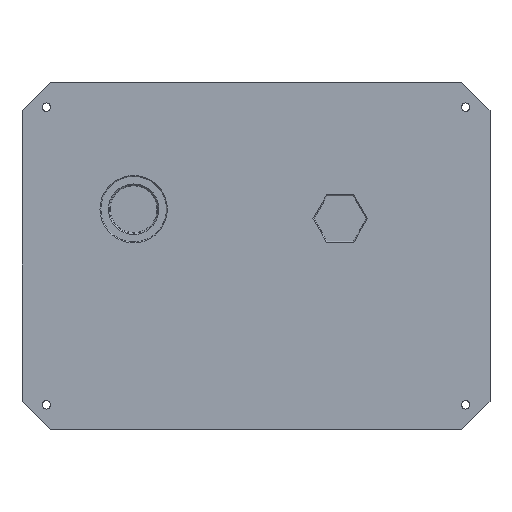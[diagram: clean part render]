
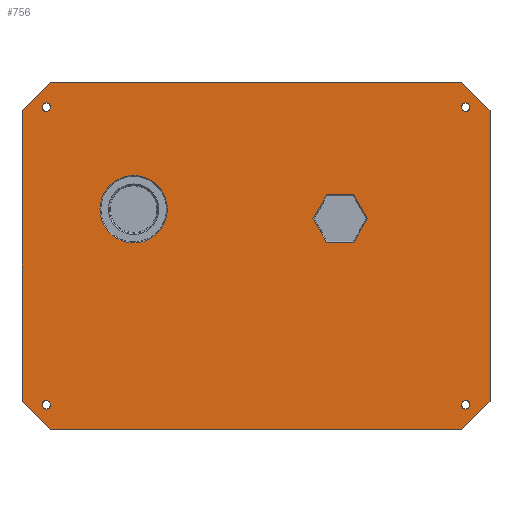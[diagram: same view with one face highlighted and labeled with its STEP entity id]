
A CAD part, top view. The second image highlights one B-rep face of the part: STEP entity #756.
In plain terms, the highlighted planar face has unit normal (0, 0, 1).
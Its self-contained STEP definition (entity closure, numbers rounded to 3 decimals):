
#28=FACE_BOUND('',#118,.T.);
#29=FACE_BOUND('',#119,.T.);
#30=FACE_BOUND('',#120,.T.);
#31=FACE_BOUND('',#121,.T.);
#32=FACE_BOUND('',#122,.T.);
#33=FACE_BOUND('',#123,.T.);
#39=CIRCLE('',#805,18.);
#40=CIRCLE('',#806,2.25);
#41=CIRCLE('',#807,2.25);
#42=CIRCLE('',#808,2.25);
#43=CIRCLE('',#809,2.25);
#71=FACE_OUTER_BOUND('',#117,.T.);
#117=EDGE_LOOP('',(#538,#539,#540,#541,#542,#543,#544,#545));
#118=EDGE_LOOP('',(#546));
#119=EDGE_LOOP('',(#547));
#120=EDGE_LOOP('',(#548));
#121=EDGE_LOOP('',(#549));
#122=EDGE_LOOP('',(#550));
#123=EDGE_LOOP('',(#551,#552,#553,#554,#555,#556));
#165=LINE('',#1091,#248);
#169=LINE('',#1100,#252);
#173=LINE('',#1108,#256);
#177=LINE('',#1116,#260);
#180=LINE('',#1120,#263);
#181=LINE('',#1122,#264);
#190=LINE('',#1141,#273);
#191=LINE('',#1143,#274);
#192=LINE('',#1145,#275);
#193=LINE('',#1147,#276);
#194=LINE('',#1149,#277);
#195=LINE('',#1151,#278);
#196=LINE('',#1153,#279);
#197=LINE('',#1154,#280);
#248=VECTOR('',#868,10.);
#252=VECTOR('',#874,10.);
#256=VECTOR('',#880,10.);
#260=VECTOR('',#886,10.);
#263=VECTOR('',#891,10.);
#264=VECTOR('',#894,10.);
#273=VECTOR('',#911,10.);
#274=VECTOR('',#912,10.);
#275=VECTOR('',#913,10.);
#276=VECTOR('',#914,10.);
#277=VECTOR('',#915,10.);
#278=VECTOR('',#916,10.);
#279=VECTOR('',#917,10.);
#280=VECTOR('',#918,10.);
#331=VERTEX_POINT('',#1089);
#332=VERTEX_POINT('',#1090);
#335=VERTEX_POINT('',#1098);
#336=VERTEX_POINT('',#1099);
#339=VERTEX_POINT('',#1107);
#342=VERTEX_POINT('',#1115);
#347=VERTEX_POINT('',#1139);
#348=VERTEX_POINT('',#1140);
#349=VERTEX_POINT('',#1142);
#350=VERTEX_POINT('',#1144);
#351=VERTEX_POINT('',#1146);
#352=VERTEX_POINT('',#1148);
#353=VERTEX_POINT('',#1150);
#354=VERTEX_POINT('',#1152);
#355=VERTEX_POINT('',#1155);
#356=VERTEX_POINT('',#1157);
#357=VERTEX_POINT('',#1159);
#358=VERTEX_POINT('',#1161);
#359=VERTEX_POINT('',#1163);
#396=EDGE_CURVE('',#331,#332,#165,.T.);
#400=EDGE_CURVE('',#335,#336,#169,.T.);
#404=EDGE_CURVE('',#336,#339,#173,.T.);
#408=EDGE_CURVE('',#339,#342,#177,.T.);
#411=EDGE_CURVE('',#342,#331,#180,.T.);
#412=EDGE_CURVE('',#332,#335,#181,.T.);
#421=EDGE_CURVE('',#347,#348,#190,.T.);
#422=EDGE_CURVE('',#347,#349,#191,.T.);
#423=EDGE_CURVE('',#350,#349,#192,.T.);
#424=EDGE_CURVE('',#350,#351,#193,.T.);
#425=EDGE_CURVE('',#352,#351,#194,.T.);
#426=EDGE_CURVE('',#352,#353,#195,.T.);
#427=EDGE_CURVE('',#354,#353,#196,.T.);
#428=EDGE_CURVE('',#354,#348,#197,.T.);
#429=EDGE_CURVE('',#355,#355,#39,.T.);
#430=EDGE_CURVE('',#356,#356,#40,.T.);
#431=EDGE_CURVE('',#357,#357,#41,.T.);
#432=EDGE_CURVE('',#358,#358,#42,.T.);
#433=EDGE_CURVE('',#359,#359,#43,.T.);
#538=ORIENTED_EDGE('',*,*,#421,.F.);
#539=ORIENTED_EDGE('',*,*,#422,.T.);
#540=ORIENTED_EDGE('',*,*,#423,.F.);
#541=ORIENTED_EDGE('',*,*,#424,.T.);
#542=ORIENTED_EDGE('',*,*,#425,.F.);
#543=ORIENTED_EDGE('',*,*,#426,.T.);
#544=ORIENTED_EDGE('',*,*,#427,.F.);
#545=ORIENTED_EDGE('',*,*,#428,.T.);
#546=ORIENTED_EDGE('',*,*,#429,.F.);
#547=ORIENTED_EDGE('',*,*,#430,.T.);
#548=ORIENTED_EDGE('',*,*,#431,.T.);
#549=ORIENTED_EDGE('',*,*,#432,.T.);
#550=ORIENTED_EDGE('',*,*,#433,.T.);
#551=ORIENTED_EDGE('',*,*,#400,.F.);
#552=ORIENTED_EDGE('',*,*,#412,.F.);
#553=ORIENTED_EDGE('',*,*,#396,.F.);
#554=ORIENTED_EDGE('',*,*,#411,.F.);
#555=ORIENTED_EDGE('',*,*,#408,.F.);
#556=ORIENTED_EDGE('',*,*,#404,.F.);
#723=PLANE('',#804);
#756=ADVANCED_FACE('',(#71,#28,#29,#30,#31,#32,#33),#723,.T.);
#804=AXIS2_PLACEMENT_3D('',#1138,#909,#910);
#805=AXIS2_PLACEMENT_3D('',#1156,#919,#920);
#806=AXIS2_PLACEMENT_3D('',#1158,#921,#922);
#807=AXIS2_PLACEMENT_3D('',#1160,#923,#924);
#808=AXIS2_PLACEMENT_3D('',#1162,#925,#926);
#809=AXIS2_PLACEMENT_3D('',#1164,#927,#928);
#868=DIRECTION('',(0.502,0.865,0.));
#874=DIRECTION('',(-1.,0.003,0.));
#880=DIRECTION('',(-0.502,-0.865,0.));
#886=DIRECTION('',(0.498,-0.867,0.));
#891=DIRECTION('',(1.,-0.003,0.));
#894=DIRECTION('',(-0.498,0.867,0.));
#909=DIRECTION('center_axis',(0.,0.,1.));
#910=DIRECTION('ref_axis',(1.,0.,0.));
#911=DIRECTION('',(0.707,-0.707,0.));
#912=DIRECTION('',(-1.,0.,0.));
#913=DIRECTION('',(0.707,0.707,0.));
#914=DIRECTION('',(0.,-1.,0.));
#915=DIRECTION('',(-0.707,0.707,0.));
#916=DIRECTION('',(1.,0.,0.));
#917=DIRECTION('',(-0.707,-0.707,0.));
#918=DIRECTION('',(0.,1.,0.));
#919=DIRECTION('center_axis',(0.,0.,1.));
#920=DIRECTION('ref_axis',(-1.,0.,0.));
#921=DIRECTION('center_axis',(0.,0.,-1.));
#922=DIRECTION('ref_axis',(-1.,0.,0.));
#923=DIRECTION('center_axis',(0.,0.,-1.));
#924=DIRECTION('ref_axis',(-1.,0.,0.));
#925=DIRECTION('center_axis',(0.,0.,-1.));
#926=DIRECTION('ref_axis',(-1.,0.,0.));
#927=DIRECTION('center_axis',(0.,0.,-1.));
#928=DIRECTION('ref_axis',(-1.,0.,0.));
#1089=CARTESIAN_POINT('',(52.256,7.357,5.));
#1090=CARTESIAN_POINT('',(59.577,19.962,5.));
#1091=CARTESIAN_POINT('',(47.656,-0.563,5.));
#1098=CARTESIAN_POINT('',(52.321,32.605,5.));
#1099=CARTESIAN_POINT('',(37.744,32.643,5.));
#1100=CARTESIAN_POINT('',(19.059,32.691,5.));
#1107=CARTESIAN_POINT('',(30.423,20.038,5.));
#1108=CARTESIAN_POINT('',(22.307,6.065,5.));
#1115=CARTESIAN_POINT('',(37.679,7.395,5.));
#1116=CARTESIAN_POINT('',(34.535,12.872,5.));
#1120=CARTESIAN_POINT('',(25.993,7.425,5.));
#1122=CARTESIAN_POINT('',(52.95,31.511,5.));
#1138=CARTESIAN_POINT('Origin',(0.,0.,5.));
#1139=CARTESIAN_POINT('',(110.,92.5,5.));
#1140=CARTESIAN_POINT('',(125.,77.5,5.));
#1141=CARTESIAN_POINT('',(109.375,93.125,5.));
#1142=CARTESIAN_POINT('',(-110.,92.5,5.));
#1143=CARTESIAN_POINT('',(-125.,92.5,5.));
#1144=CARTESIAN_POINT('',(-125.,77.5,5.));
#1145=CARTESIAN_POINT('',(-109.375,93.125,5.));
#1146=CARTESIAN_POINT('',(-125.,-77.5,5.));
#1147=CARTESIAN_POINT('',(-125.,-92.5,5.));
#1148=CARTESIAN_POINT('',(-110.,-92.5,5.));
#1149=CARTESIAN_POINT('',(-109.375,-93.125,5.));
#1150=CARTESIAN_POINT('',(110.,-92.5,5.));
#1151=CARTESIAN_POINT('',(125.,-92.5,5.));
#1152=CARTESIAN_POINT('',(125.,-77.5,5.));
#1153=CARTESIAN_POINT('',(109.375,-93.125,5.));
#1154=CARTESIAN_POINT('',(125.,92.5,5.));
#1155=CARTESIAN_POINT('',(-47.353,25.,5.));
#1156=CARTESIAN_POINT('Origin',(-65.353,25.,5.));
#1157=CARTESIAN_POINT('',(-109.75,79.5,5.));
#1158=CARTESIAN_POINT('Origin',(-112.,79.5,5.));
#1159=CARTESIAN_POINT('',(114.25,79.5,5.));
#1160=CARTESIAN_POINT('Origin',(112.,79.5,5.));
#1161=CARTESIAN_POINT('',(114.25,-79.5,5.));
#1162=CARTESIAN_POINT('Origin',(112.,-79.5,5.));
#1163=CARTESIAN_POINT('',(-109.75,-79.5,5.));
#1164=CARTESIAN_POINT('Origin',(-112.,-79.5,5.));
